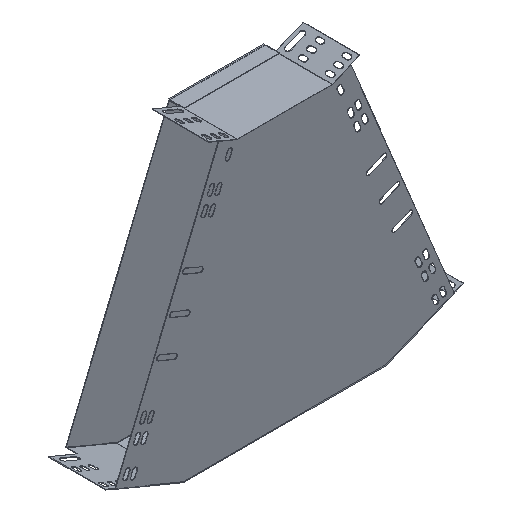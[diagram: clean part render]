
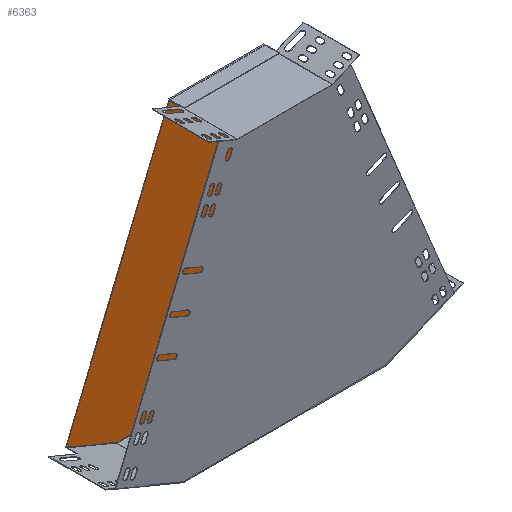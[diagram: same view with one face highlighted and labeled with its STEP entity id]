
A CAD part, isometric view. The second image highlights one B-rep face of the part: STEP entity #6363.
In plain terms, the highlighted planar face has unit normal (0, -1, 0).
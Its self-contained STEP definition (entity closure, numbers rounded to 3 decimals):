
#487 = ORIENTED_EDGE ( 'NONE', *, *, #7422, .T. ) ;
#506 = EDGE_CURVE ( 'NONE', #5755, #8861, #4767, .T. ) ;
#590 = VECTOR ( 'NONE', #4936, 1000. ) ;
#774 = LINE ( 'NONE', #8721, #3870 ) ;
#883 = VECTOR ( 'NONE', #9087, 1000. ) ;
#959 = VECTOR ( 'NONE', #1390, 1000. ) ;
#1003 = CARTESIAN_POINT ( 'NONE',  ( 97.208, 239.156, 186.341 ) ) ;
#1048 = CARTESIAN_POINT ( 'NONE',  ( -44.214, 239.156, 186.341 ) ) ;
#1157 = VECTOR ( 'NONE', #6746, 1000. ) ;
#1184 = ORIENTED_EDGE ( 'NONE', *, *, #6708, .T. ) ;
#1214 = VERTEX_POINT ( 'NONE', #6293 ) ;
#1228 = CARTESIAN_POINT ( 'NONE',  ( 176.773, 239.156, -214.659 ) ) ;
#1340 = CARTESIAN_POINT ( 'NONE',  ( 97.208, 239.156, 185.341 ) ) ;
#1378 = LINE ( 'NONE', #7507, #1157 ) ;
#1390 = DIRECTION ( 'NONE',  ( 0.383, 0., -0.924 ) ) ;
#1431 = VERTEX_POINT ( 'NONE', #4956 ) ;
#1516 = CARTESIAN_POINT ( 'NONE',  ( 250.281, 239.156, -184.21 ) ) ;
#1571 = EDGE_CURVE ( 'NONE', #3690, #5755, #8351, .T. ) ;
#1588 = ORIENTED_EDGE ( 'NONE', *, *, #7665, .F. ) ;
#1722 = EDGE_LOOP ( 'NONE', ( #3065, #1780, #4948, #1184, #487, #8105, #4137, #1588, #8225, #7143 ) ) ;
#1780 = ORIENTED_EDGE ( 'NONE', *, *, #506, .F. ) ;
#1786 = CARTESIAN_POINT ( 'NONE',  ( -197.287, 239.156, -184.21 ) ) ;
#1902 = CARTESIAN_POINT ( 'NONE',  ( 250.281, 239.156, -184.21 ) ) ;
#2289 = VERTEX_POINT ( 'NONE', #1786 ) ;
#2318 = AXIS2_PLACEMENT_3D ( 'NONE', #1902, #4026, #9239 ) ;
#2505 = CARTESIAN_POINT ( 'NONE',  ( -123.779, 239.156, -214.659 ) ) ;
#2549 = LINE ( 'NONE', #9125, #883 ) ;
#2722 = VERTEX_POINT ( 'NONE', #4511 ) ;
#2984 = LINE ( 'NONE', #1048, #6709 ) ;
#3037 = CARTESIAN_POINT ( 'NONE',  ( -44.214, 239.156, 186.341 ) ) ;
#3065 = ORIENTED_EDGE ( 'NONE', *, *, #6490, .F. ) ;
#3542 = FACE_OUTER_BOUND ( 'NONE', #1722, .T. ) ;
#3690 = VERTEX_POINT ( 'NONE', #1003 ) ;
#3808 = VERTEX_POINT ( 'NONE', #2505 ) ;
#3870 = VECTOR ( 'NONE', #6511, 1000. ) ;
#3877 = DIRECTION ( 'NONE',  ( -1., 0., 0. ) ) ;
#4014 = CARTESIAN_POINT ( 'NONE',  ( 97.208, 239.156, 186.341 ) ) ;
#4026 = DIRECTION ( 'NONE',  ( 0., -1., 0. ) ) ;
#4137 = ORIENTED_EDGE ( 'NONE', *, *, #4475, .F. ) ;
#4208 = DIRECTION ( 'NONE',  ( 0., 0., -1. ) ) ;
#4252 = VERTEX_POINT ( 'NONE', #8354 ) ;
#4315 = VECTOR ( 'NONE', #4208, 1000. ) ;
#4475 = EDGE_CURVE ( 'NONE', #3808, #2289, #1378, .T. ) ;
#4511 = CARTESIAN_POINT ( 'NONE',  ( -123.779, 239.156, -215.659 ) ) ;
#4577 = DIRECTION ( 'NONE',  ( 0., 0., 1. ) ) ;
#4767 = LINE ( 'NONE', #1340, #959 ) ;
#4936 = DIRECTION ( 'NONE',  ( 0.383, 0., 0.924 ) ) ;
#4948 = ORIENTED_EDGE ( 'NONE', *, *, #1571, .F. ) ;
#4956 = CARTESIAN_POINT ( 'NONE',  ( 176.773, 239.156, -215.659 ) ) ;
#5529 = PLANE ( 'NONE',  #2318 ) ;
#5566 = EDGE_CURVE ( 'NONE', #2289, #4252, #6143, .T. ) ;
#5755 = VERTEX_POINT ( 'NONE', #7445 ) ;
#5949 = VERTEX_POINT ( 'NONE', #1228 ) ;
#6052 = DIRECTION ( 'NONE',  ( 0., 0., 1. ) ) ;
#6110 = CARTESIAN_POINT ( 'NONE',  ( 176.773, 239.156, -215.659 ) ) ;
#6143 = LINE ( 'NONE', #9373, #590 ) ;
#6293 = CARTESIAN_POINT ( 'NONE',  ( -44.214, 239.156, 186.341 ) ) ;
#6363 = ADVANCED_FACE ( 'NONE', ( #3542 ), #5529, .T. ) ;
#6490 = EDGE_CURVE ( 'NONE', #8861, #5949, #774, .T. ) ;
#6511 = DIRECTION ( 'NONE',  ( -0.924, 0., -0.383 ) ) ;
#6671 = LINE ( 'NONE', #8340, #8658 ) ;
#6708 = EDGE_CURVE ( 'NONE', #3690, #1214, #2984, .T. ) ;
#6709 = VECTOR ( 'NONE', #3877, 1000. ) ;
#6746 = DIRECTION ( 'NONE',  ( -0.924, 0., 0.383 ) ) ;
#7063 = EDGE_CURVE ( 'NONE', #1431, #5949, #8468, .T. ) ;
#7143 = ORIENTED_EDGE ( 'NONE', *, *, #7063, .T. ) ;
#7271 = VECTOR ( 'NONE', #8962, 1000. ) ;
#7422 = EDGE_CURVE ( 'NONE', #1214, #4252, #9426, .T. ) ;
#7445 = CARTESIAN_POINT ( 'NONE',  ( 97.208, 239.156, 185.341 ) ) ;
#7507 = CARTESIAN_POINT ( 'NONE',  ( -197.287, 239.156, -184.21 ) ) ;
#7665 = EDGE_CURVE ( 'NONE', #2722, #3808, #6671, .T. ) ;
#8007 = VECTOR ( 'NONE', #4577, 1000. ) ;
#8049 = EDGE_CURVE ( 'NONE', #2722, #1431, #2549, .T. ) ;
#8105 = ORIENTED_EDGE ( 'NONE', *, *, #5566, .F. ) ;
#8225 = ORIENTED_EDGE ( 'NONE', *, *, #8049, .T. ) ;
#8340 = CARTESIAN_POINT ( 'NONE',  ( -123.779, 239.156, -215.659 ) ) ;
#8351 = LINE ( 'NONE', #4014, #4315 ) ;
#8354 = CARTESIAN_POINT ( 'NONE',  ( -44.214, 239.156, 185.341 ) ) ;
#8468 = LINE ( 'NONE', #6110, #8007 ) ;
#8658 = VECTOR ( 'NONE', #6052, 1000. ) ;
#8721 = CARTESIAN_POINT ( 'NONE',  ( 250.281, 239.156, -184.21 ) ) ;
#8861 = VERTEX_POINT ( 'NONE', #1516 ) ;
#8962 = DIRECTION ( 'NONE',  ( 0., 0., -1. ) ) ;
#9087 = DIRECTION ( 'NONE',  ( 1., 0., 0. ) ) ;
#9125 = CARTESIAN_POINT ( 'NONE',  ( 176.773, 239.156, -215.659 ) ) ;
#9239 = DIRECTION ( 'NONE',  ( 0., 0., -1. ) ) ;
#9373 = CARTESIAN_POINT ( 'NONE',  ( -44.214, 239.156, 185.341 ) ) ;
#9426 = LINE ( 'NONE', #3037, #7271 ) ;
